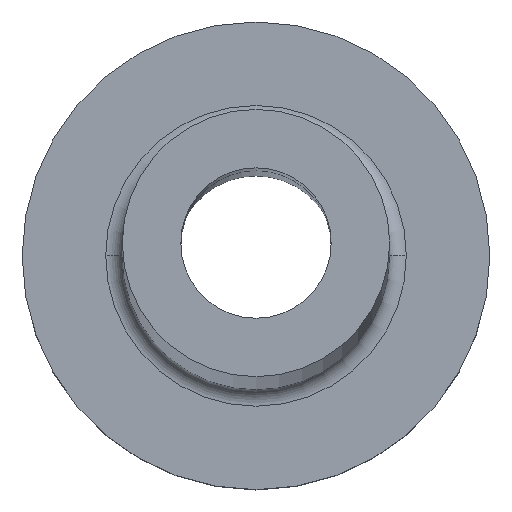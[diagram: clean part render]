
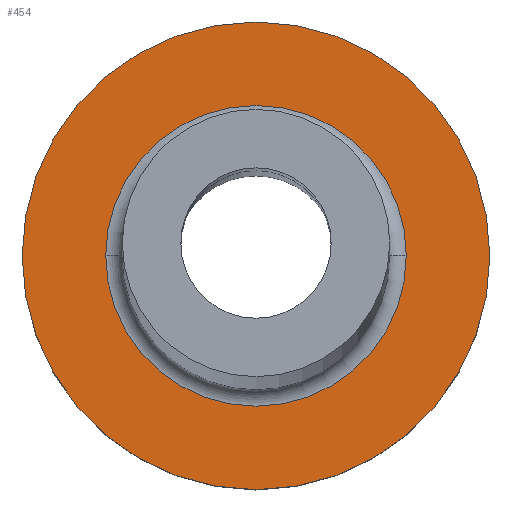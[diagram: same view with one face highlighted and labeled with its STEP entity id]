
A CAD part, top view. The second image highlights one B-rep face of the part: STEP entity #454.
In plain terms, the highlighted planar face has unit normal (0, 0, 1).
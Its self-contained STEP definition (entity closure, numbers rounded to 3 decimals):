
#10 = EDGE_LOOP ( 'NONE', ( #405, #358 ) ) ;
#58 = EDGE_CURVE ( 'NONE', #321, #329, #173, .T. ) ;
#84 = CIRCLE ( 'NONE', #118, 4.5 ) ;
#87 = DIRECTION ( 'NONE',  ( 1., 0., 0. ) ) ;
#107 = AXIS2_PLACEMENT_3D ( 'NONE', #441, #203, #347 ) ;
#115 = CARTESIAN_POINT ( 'NONE',  ( -7., 0., 5. ) ) ;
#118 = AXIS2_PLACEMENT_3D ( 'NONE', #407, #198, #337 ) ;
#165 = AXIS2_PLACEMENT_3D ( 'NONE', #171, #310, #438 ) ;
#171 = CARTESIAN_POINT ( 'NONE',  ( 0., 0., 5. ) ) ;
#173 = CIRCLE ( 'NONE', #107, 4.5 ) ;
#174 = EDGE_CURVE ( 'NONE', #262, #331, #352, .T. ) ;
#195 = FACE_BOUND ( 'NONE', #231, .T. ) ;
#197 = EDGE_CURVE ( 'NONE', #329, #321, #84, .T. ) ;
#198 = DIRECTION ( 'NONE',  ( 0., 0., -1. ) ) ;
#203 = DIRECTION ( 'NONE',  ( 0., 0., -1. ) ) ;
#212 = CARTESIAN_POINT ( 'NONE',  ( 4.5, 0., 5. ) ) ;
#219 = CARTESIAN_POINT ( 'NONE',  ( 0., 0., 5. ) ) ;
#231 = EDGE_LOOP ( 'NONE', ( #386, #236 ) ) ;
#236 = ORIENTED_EDGE ( 'NONE', *, *, #58, .T. ) ;
#262 = VERTEX_POINT ( 'NONE', #115 ) ;
#265 = CARTESIAN_POINT ( 'NONE',  ( 0., 0., 5. ) ) ;
#276 = AXIS2_PLACEMENT_3D ( 'NONE', #265, #430, #87 ) ;
#280 = DIRECTION ( 'NONE',  ( 0., 0., 1. ) ) ;
#292 = PLANE ( 'NONE',  #276 ) ;
#304 = EDGE_CURVE ( 'NONE', #331, #262, #344, .T. ) ;
#310 = DIRECTION ( 'NONE',  ( 0., 0., 1. ) ) ;
#311 = DIRECTION ( 'NONE',  ( 1., 0., 0. ) ) ;
#320 = CARTESIAN_POINT ( 'NONE',  ( 7., 0., 5. ) ) ;
#321 = VERTEX_POINT ( 'NONE', #419 ) ;
#329 = VERTEX_POINT ( 'NONE', #212 ) ;
#331 = VERTEX_POINT ( 'NONE', #320 ) ;
#337 = DIRECTION ( 'NONE',  ( 1., 0., 0. ) ) ;
#344 = CIRCLE ( 'NONE', #351, 7. ) ;
#347 = DIRECTION ( 'NONE',  ( 1., 0., 0. ) ) ;
#351 = AXIS2_PLACEMENT_3D ( 'NONE', #219, #280, #311 ) ;
#352 = CIRCLE ( 'NONE', #165, 7. ) ;
#358 = ORIENTED_EDGE ( 'NONE', *, *, #304, .T. ) ;
#386 = ORIENTED_EDGE ( 'NONE', *, *, #197, .T. ) ;
#394 = FACE_OUTER_BOUND ( 'NONE', #10, .T. ) ;
#405 = ORIENTED_EDGE ( 'NONE', *, *, #174, .T. ) ;
#407 = CARTESIAN_POINT ( 'NONE',  ( 0., 0., 5. ) ) ;
#419 = CARTESIAN_POINT ( 'NONE',  ( -4.5, 0., 5. ) ) ;
#430 = DIRECTION ( 'NONE',  ( 0., 0., 1. ) ) ;
#438 = DIRECTION ( 'NONE',  ( 1., 0., 0. ) ) ;
#441 = CARTESIAN_POINT ( 'NONE',  ( 0., 0., 5. ) ) ;
#454 = ADVANCED_FACE ( 'NONE', ( #195, #394 ), #292, .T. ) ;
